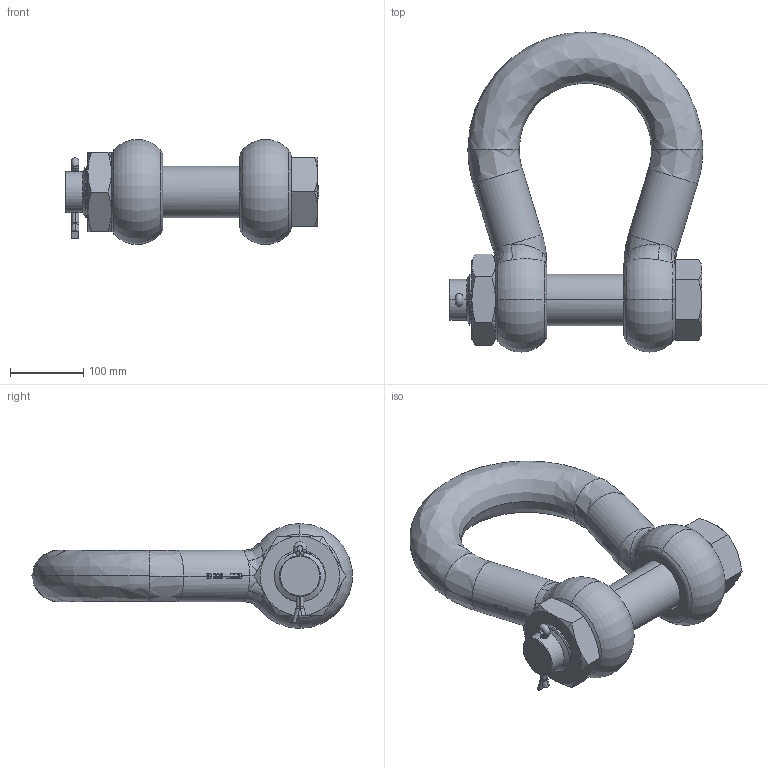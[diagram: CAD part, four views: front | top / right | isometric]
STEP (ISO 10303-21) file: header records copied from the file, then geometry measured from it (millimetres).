
FILE_DESCRIPTION(('STEP AP214'),'1');
FILE_NAME('sughmb70.stp','2017-03-31T06:23:21',('TraceParts'),('TraceParts S.A.'),'Spatial InterOp 3D',' ',' ');
FILE_SCHEMA(('automotive_design'));
Length unit declared in the file: millimetre
Products named in the file (4): sughmb70_1; sughmb70_2; sughmb70_3; sughmb70_4
Bounding box: 345.5 x 435.97 x 143 mm (x, y, z)
Volume: 5585994.5 mm3; surface area: 401738.7 mm2
Topology: 4 solids, 4 shells, 901 faces, 2507 edges, 1635 vertices
Faces by surface type: bspline 408, plane 318, cylinder 136, cone 28, torus 11
Entity records: 45885 total; most frequent: CARTESIAN_POINT 26537, ORIENTED_EDGE 4998, EDGE_CURVE 2499, DIRECTION 2455, VERTEX_POINT 1635, LINE 1141, VECTOR 1141, B_SPLINE_CURVE_WITH_KNOTS 956
